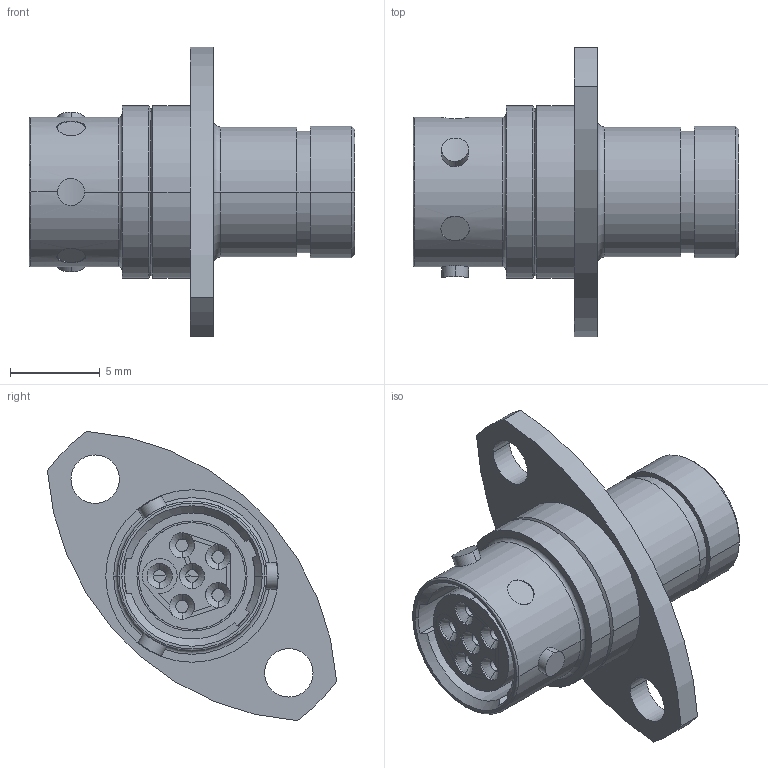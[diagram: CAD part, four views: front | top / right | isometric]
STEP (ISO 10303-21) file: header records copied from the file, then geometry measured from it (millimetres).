
FILE_DESCRIPTION (( 'STEP AP214' ), '1' );
FILE_NAME ('ASX002-06SN-HE.STEP', '2013-04-17T15:53:04', ( 'TE Connectivity' ), ( 'TE Connectivity' ), 'SwSTEP 2.0', 'SolidWorks 2011', '' );
FILE_SCHEMA (( 'AUTOMOTIVE_DESIGN' ));
Length unit declared in the file: millimetre
Products named in the file (1): ASX002-06SN-HE
Bounding box: 18.2 x 16.16 x 16.16 mm (x, y, z)
Volume: 971.8 mm3; surface area: 1202.2 mm2
Topology: 1 solids, 1 shells, 251 faces, 617 edges, 381 vertices
Faces by surface type: cylinder 110, cone 63, plane 58, torus 20
Entity records: 10893 total; most frequent: CARTESIAN_POINT 2456, DIRECTION 1256, ORIENTED_EDGE 1226, EDGE_CURVE 613, AXIS2_PLACEMENT_3D 501, VERTEX_POINT 381, EDGE_LOOP 272, VECTOR 254
